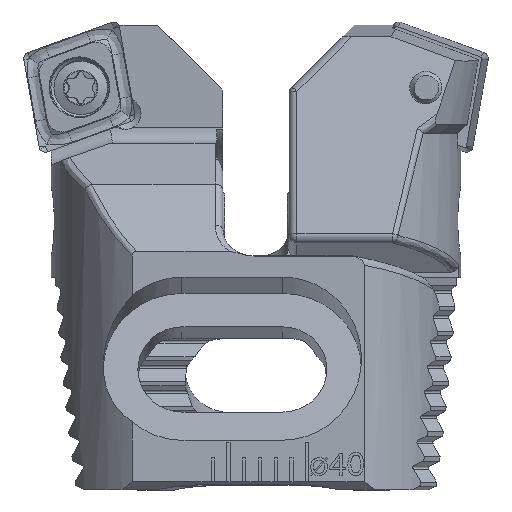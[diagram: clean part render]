
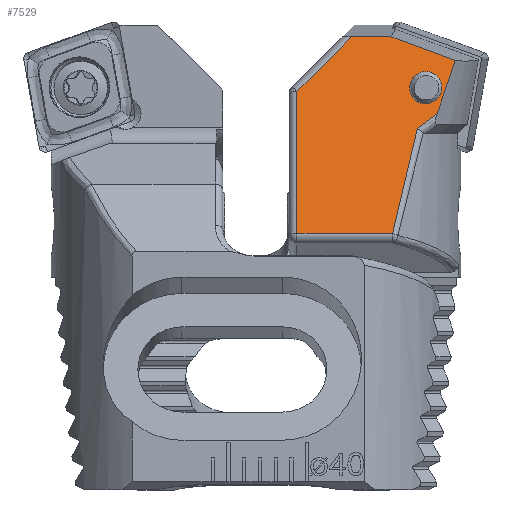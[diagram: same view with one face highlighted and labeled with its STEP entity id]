
A CAD part, top view. The second image highlights one B-rep face of the part: STEP entity #7529.
In plain terms, the highlighted face is planar.
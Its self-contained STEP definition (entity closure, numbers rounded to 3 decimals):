
#200 = CARTESIAN_POINT ( 'NONE',  ( 3.763, -3.176, -6.522 ) ) ;
#259 = DIRECTION ( 'NONE',  ( 0., -0.966, -0.259 ) ) ;
#460 = EDGE_LOOP ( 'NONE', ( #4422 ) ) ;
#478 = EDGE_CURVE ( 'NONE', #11042, #11042, #11425, .T. ) ;
#569 = EDGE_CURVE ( 'NONE', #6441, #9064, #3151, .T. ) ;
#683 = VECTOR ( 'NONE', #4990, 1000. ) ;
#746 = CARTESIAN_POINT ( 'NONE',  ( 3.763, -3.176, -6.522 ) ) ;
#874 = VECTOR ( 'NONE', #10396, 1000. ) ;
#987 = EDGE_CURVE ( 'NONE', #2596, #7802, #8309, .T. ) ;
#993 = LINE ( 'NONE', #7324, #8476 ) ;
#1056 = VERTEX_POINT ( 'NONE', #3117 ) ;
#1178 = CARTESIAN_POINT ( 'NONE',  ( 6.194, -4.795, -6.956 ) ) ;
#1335 = CARTESIAN_POINT ( 'NONE',  ( 3.26, -5.862, -7.241 ) ) ;
#1344 = CARTESIAN_POINT ( 'NONE',  ( 3.26, -5.862, -7.241 ) ) ;
#1407 = CARTESIAN_POINT ( 'NONE',  ( 4.503, -6.763, -7.483 ) ) ;
#1633 = LINE ( 'NONE', #10993, #7734 ) ;
#1975 = CARTESIAN_POINT ( 'NONE',  ( 12.15, -4.413, -6.853 ) ) ;
#2109 = CARTESIAN_POINT ( 'NONE',  ( 29.25, -0.147, -5.71 ) ) ;
#2596 = VERTEX_POINT ( 'NONE', #4590 ) ;
#2617 = ORIENTED_EDGE ( 'NONE', *, *, #3156, .T. ) ;
#2690 = ORIENTED_EDGE ( 'NONE', *, *, #10243, .T. ) ;
#2786 = CARTESIAN_POINT ( 'NONE',  ( 3.26, -5.862, -7.241 ) ) ;
#3117 = CARTESIAN_POINT ( 'NONE',  ( 12.15, -13.434, -9.271 ) ) ;
#3151 = B_SPLINE_CURVE_WITH_KNOTS ( 'NONE', 3,
 ( #1407, #4878, #11046, #1335 ),
 .UNSPECIFIED., .F., .F.,
 ( 4, 4 ),
 ( 0., 0.002 ),
 .UNSPECIFIED. ) ;
#3156 = EDGE_CURVE ( 'NONE', #6182, #1056, #8459, .T. ) ;
#3193 = CARTESIAN_POINT ( 'NONE',  ( 3.763, -3.176, -6.522 ) ) ;
#3271 = ORIENTED_EDGE ( 'NONE', *, *, #11431, .T. ) ;
#3670 = CARTESIAN_POINT ( 'NONE',  ( 6.078, -13.434, -9.271 ) ) ;
#4059 = CARTESIAN_POINT ( 'NONE',  ( 2.864, -4.757, -6.945 ) ) ;
#4198 = FACE_BOUND ( 'NONE', #460, .T. ) ;
#4422 = ORIENTED_EDGE ( 'NONE', *, *, #478, .T. ) ;
#4549 = VERTEX_POINT ( 'NONE', #8268 ) ;
#4590 = CARTESIAN_POINT ( 'NONE',  ( 8.697, -0.959, -5.928 ) ) ;
#4680 = DIRECTION ( 'NONE',  ( 0.933, 0.347, 0.093 ) ) ;
#4683 = ORIENTED_EDGE ( 'NONE', *, *, #7301, .T. ) ;
#4831 =( BOUNDED_CURVE ( )  B_SPLINE_CURVE ( 3, ( #1344, #4059, #11100, #6706 ),
 .UNSPECIFIED., .F., .F. ) 
 B_SPLINE_CURVE_WITH_KNOTS ( ( 4, 4 ),
 ( 4.168, 4.25 ),
 .UNSPECIFIED. ) 
 CURVE ( )  GEOMETRIC_REPRESENTATION_ITEM ( )  RATIONAL_B_SPLINE_CURVE ( ( 1., 0.999, 0.999, 1. ) ) 
 REPRESENTATION_ITEM ( '' )  );
#4878 = CARTESIAN_POINT ( 'NONE',  ( 4.084, -6.469, -7.404 ) ) ;
#4990 = DIRECTION ( 'NONE',  ( -1., 0.007, 0.002 ) ) ;
#5085 = CARTESIAN_POINT ( 'NONE',  ( 18.197, -10.459, -8.473 ) ) ;
#5300 = CARTESIAN_POINT ( 'NONE',  ( 1.754, -3.569, -6.627 ) ) ;
#5420 = CARTESIAN_POINT ( 'NONE',  ( 6.179, -0.942, -5.923 ) ) ;
#5421 = EDGE_LOOP ( 'NONE', ( #7107, #2690, #4683, #6961, #8258, #2617, #3271, #7240 ) ) ;
#5609 = LINE ( 'NONE', #5085, #874 ) ;
#5743 = DIRECTION ( 'NONE',  ( 0., -0.966, -0.259 ) ) ;
#6072 = EDGE_CURVE ( 'NONE', #6393, #6441, #9899, .T. ) ;
#6182 = VERTEX_POINT ( 'NONE', #1975 ) ;
#6221 = CARTESIAN_POINT ( 'NONE',  ( 4.503, -6.763, -7.483 ) ) ;
#6393 = VERTEX_POINT ( 'NONE', #7044 ) ;
#6441 = VERTEX_POINT ( 'NONE', #6221 ) ;
#6630 = EDGE_CURVE ( 'NONE', #2596, #6182, #5609, .T. ) ;
#6706 = CARTESIAN_POINT ( 'NONE',  ( 2.094, -2.46, -6.33 ) ) ;
#6961 = ORIENTED_EDGE ( 'NONE', *, *, #987, .F. ) ;
#7044 = CARTESIAN_POINT ( 'NONE',  ( 6.078, -13.434, -9.271 ) ) ;
#7107 = ORIENTED_EDGE ( 'NONE', *, *, #569, .T. ) ;
#7170 = CARTESIAN_POINT ( 'NONE',  ( 4.503, -6.763, -7.483 ) ) ;
#7240 = ORIENTED_EDGE ( 'NONE', *, *, #6072, .T. ) ;
#7301 = EDGE_CURVE ( 'NONE', #4549, #7802, #993, .T. ) ;
#7324 = CARTESIAN_POINT ( 'NONE',  ( 26.553, 6.627, -3.895 ) ) ;
#7529 = ADVANCED_FACE ( 'NONE', ( #4198, #10121 ), #10184, .F. ) ;
#7734 = VECTOR ( 'NONE', #10916, 1000. ) ;
#7802 = VERTEX_POINT ( 'NONE', #5420 ) ;
#8194 = AXIS2_PLACEMENT_3D ( 'NONE', #2109, #9245, #259 ) ;
#8231 = CARTESIAN_POINT ( 'NONE',  ( 4.185, -5.188, -7.061 ) ) ;
#8258 = ORIENTED_EDGE ( 'NONE', *, *, #6630, .T. ) ;
#8268 = CARTESIAN_POINT ( 'NONE',  ( 2.094, -2.46, -6.33 ) ) ;
#8309 = LINE ( 'NONE', #11120, #683 ) ;
#8366 = CARTESIAN_POINT ( 'NONE',  ( 12.15, -0.147, -5.71 ) ) ;
#8459 = LINE ( 'NONE', #8366, #9135 ) ;
#8476 = VECTOR ( 'NONE', #4680, 1000. ) ;
#8974 = CARTESIAN_POINT ( 'NONE',  ( 5.495, -11.409, -8.728 ) ) ;
#9064 = VERTEX_POINT ( 'NONE', #2786 ) ;
#9135 = VECTOR ( 'NONE', #5743, 1000. ) ;
#9245 = DIRECTION ( 'NONE',  ( 0., -0.259, 0.966 ) ) ;
#9899 =( BOUNDED_CURVE ( )  B_SPLINE_CURVE ( 3, ( #3670, #8974, #10753, #7170 ),
 .UNSPECIFIED., .F., .T. ) 
 B_SPLINE_CURVE_WITH_KNOTS ( ( 4, 4 ),
 ( 3.891, 4.09 ),
 .UNSPECIFIED. ) 
 CURVE ( )  GEOMETRIC_REPRESENTATION_ITEM ( )  RATIONAL_B_SPLINE_CURVE ( ( 1., 0.997, 0.997, 1. ) ) 
 REPRESENTATION_ITEM ( '' )  );
#9956 = CARTESIAN_POINT ( 'NONE',  ( 5.772, -2.783, -6.417 ) ) ;
#10121 = FACE_OUTER_BOUND ( 'NONE', #5421, .T. ) ;
#10184 = PLANE ( 'NONE',  #8194 ) ;
#10243 = EDGE_CURVE ( 'NONE', #9064, #4549, #4831, .T. ) ;
#10396 = DIRECTION ( 'NONE',  ( 0.695, -0.695, -0.186 ) ) ;
#10753 = CARTESIAN_POINT ( 'NONE',  ( 4.968, -9.178, -8.13 ) ) ;
#10916 = DIRECTION ( 'NONE',  ( -1., 0., 0. ) ) ;
#10966 = CARTESIAN_POINT ( 'NONE',  ( 2.175, -5.581, -7.166 ) ) ;
#10993 = CARTESIAN_POINT ( 'NONE',  ( 29.25, -13.434, -9.271 ) ) ;
#11042 = VERTEX_POINT ( 'NONE', #3193 ) ;
#11046 = CARTESIAN_POINT ( 'NONE',  ( 3.67, -6.168, -7.324 ) ) ;
#11100 = CARTESIAN_POINT ( 'NONE',  ( 2.475, -3.622, -6.641 ) ) ;
#11120 = CARTESIAN_POINT ( 'NONE',  ( 29.243, -1.096, -5.965 ) ) ;
#11425 =( BOUNDED_CURVE ( )  B_SPLINE_CURVE ( 3, ( #746, #5300, #10966, #8231, #1178, #9956, #200 ),
 .UNSPECIFIED., .T., .F. ) 
 B_SPLINE_CURVE_WITH_KNOTS ( ( 4, 3, 4 ),
 ( 0., 3.142, 6.283 ),
 .UNSPECIFIED. ) 
 CURVE ( )  GEOMETRIC_REPRESENTATION_ITEM ( )  RATIONAL_B_SPLINE_CURVE ( ( 1., 0.333, 0.333, 1., 0.333, 0.333, 1. ) ) 
 REPRESENTATION_ITEM ( '' )  );
#11431 = EDGE_CURVE ( 'NONE', #1056, #6393, #1633, .T. ) ;
